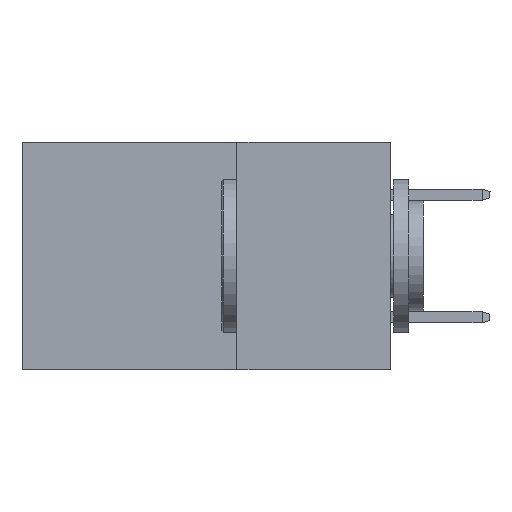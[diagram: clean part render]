
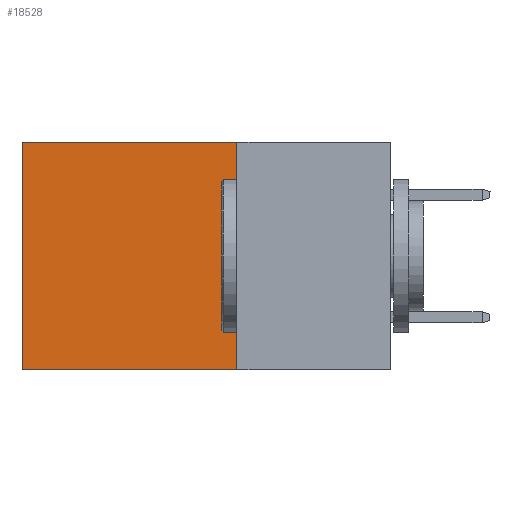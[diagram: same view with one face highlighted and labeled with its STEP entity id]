
A CAD part, left-side view. The second image highlights one B-rep face of the part: STEP entity #18528.
In plain terms, the highlighted planar face has unit normal (-1, 0, 0).
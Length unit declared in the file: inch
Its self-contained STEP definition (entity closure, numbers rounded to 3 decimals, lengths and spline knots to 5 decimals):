
#1344 = DIRECTION ( 'NONE',  ( 0., 0., -1. ) ) ;
#1501 = EDGE_CURVE ( 'NONE', #3858, #15890, #23864, .T. ) ;
#1506 = FACE_OUTER_BOUND ( 'NONE', #20892, .T. ) ;
#1677 = AXIS2_PLACEMENT_3D ( 'NONE', #16651, #6232, #1344 ) ;
#1877 = EDGE_CURVE ( 'NONE', #11099, #15890, #12546, .T. ) ;
#2229 = CARTESIAN_POINT ( 'NONE',  ( 0.2875, 0.25, -0.37 ) ) ;
#2780 = PLANE ( 'NONE',  #1677 ) ;
#3201 = LINE ( 'NONE', #17001, #22806 ) ;
#3362 = VECTOR ( 'NONE', #17775, 39.37008 ) ;
#3858 = VERTEX_POINT ( 'NONE', #2229 ) ;
#4043 = VECTOR ( 'NONE', #18848, 39.37008 ) ;
#5213 = ORIENTED_EDGE ( 'NONE', *, *, #15612, .F. ) ;
#5697 = DIRECTION ( 'NONE',  ( 0., 0., -1. ) ) ;
#6232 = DIRECTION ( 'NONE',  ( 1., 0., 0. ) ) ;
#7025 = VERTEX_POINT ( 'NONE', #19611 ) ;
#10021 = CARTESIAN_POINT ( 'NONE',  ( 0.2875, 0.6, 0. ) ) ;
#11099 = VERTEX_POINT ( 'NONE', #18005 ) ;
#12546 = LINE ( 'NONE', #10021, #14007 ) ;
#13926 = ORIENTED_EDGE ( 'NONE', *, *, #1877, .T. ) ;
#14007 = VECTOR ( 'NONE', #17262, 39.37008 ) ;
#14603 = ORIENTED_EDGE ( 'NONE', *, *, #1501, .F. ) ;
#15612 = EDGE_CURVE ( 'NONE', #7025, #3858, #3201, .T. ) ;
#15786 = ORIENTED_EDGE ( 'NONE', *, *, #24284, .T. ) ;
#15890 = VERTEX_POINT ( 'NONE', #15902 ) ;
#15902 = CARTESIAN_POINT ( 'NONE',  ( 0.2875, 0.6, -0.37 ) ) ;
#16651 = CARTESIAN_POINT ( 'NONE',  ( 0.2875, 0.25, 0. ) ) ;
#17001 = CARTESIAN_POINT ( 'NONE',  ( 0.2875, 0.25, 0. ) ) ;
#17262 = DIRECTION ( 'NONE',  ( 0., 0., -1. ) ) ;
#17696 = CARTESIAN_POINT ( 'NONE',  ( 0.2875, 0.25, -0.37 ) ) ;
#17775 = DIRECTION ( 'NONE',  ( 0., 1., 0. ) ) ;
#18005 = CARTESIAN_POINT ( 'NONE',  ( 0.2875, 0.6, 0. ) ) ;
#18528 = ADVANCED_FACE ( 'NONE', ( #1506 ), #2780, .F. ) ;
#18848 = DIRECTION ( 'NONE',  ( 0., 1., 0. ) ) ;
#18928 = CARTESIAN_POINT ( 'NONE',  ( 0.2875, 0.25, 0. ) ) ;
#19611 = CARTESIAN_POINT ( 'NONE',  ( 0.2875, 0.25, 0. ) ) ;
#20892 = EDGE_LOOP ( 'NONE', ( #13926, #14603, #5213, #15786 ) ) ;
#22518 = LINE ( 'NONE', #18928, #4043 ) ;
#22806 = VECTOR ( 'NONE', #5697, 39.37008 ) ;
#23864 = LINE ( 'NONE', #17696, #3362 ) ;
#24284 = EDGE_CURVE ( 'NONE', #7025, #11099, #22518, .T. ) ;
